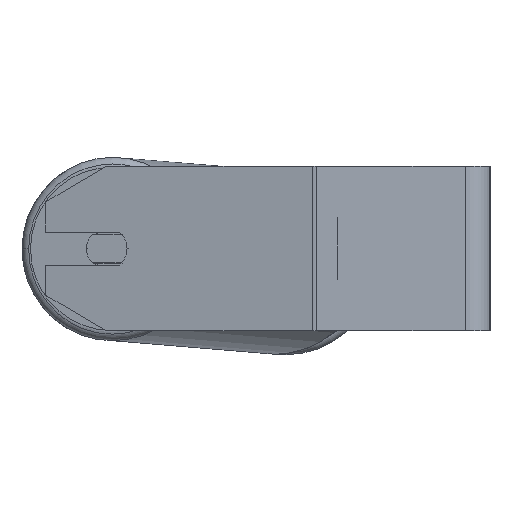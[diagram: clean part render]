
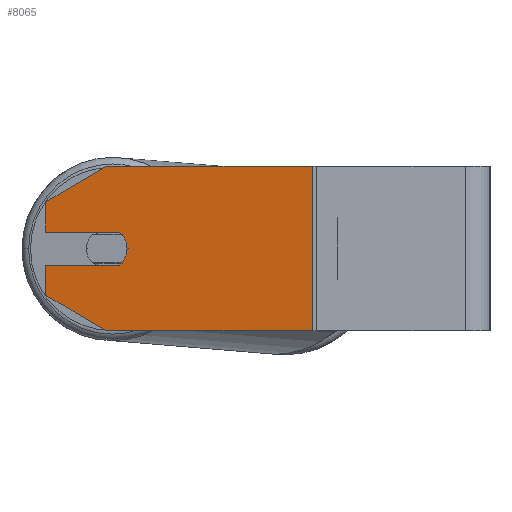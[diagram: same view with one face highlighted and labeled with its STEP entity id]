
A CAD part, left-side view. The second image highlights one B-rep face of the part: STEP entity #8065.
In plain terms, the highlighted planar face has unit normal (-0.985, 0.174, 0).
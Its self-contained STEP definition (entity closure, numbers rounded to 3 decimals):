
#13 = VECTOR ( 'NONE', #6662, 1000. ) ;
#19 = FACE_OUTER_BOUND ( 'NONE', #4279, .T. ) ;
#42 = ORIENTED_EDGE ( 'NONE', *, *, #7234, .T. ) ;
#84 = CARTESIAN_POINT ( 'NONE',  ( -754.818, 86.275, 40. ) ) ;
#93 = EDGE_CURVE ( 'NONE', #1869, #2505, #7044, .T. ) ;
#98 = DIRECTION ( 'NONE',  ( 0.985, -0.174, 0. ) ) ;
#293 = LINE ( 'NONE', #3080, #3756 ) ;
#465 = CARTESIAN_POINT ( 'NONE',  ( -737.235, 185.99, 0. ) ) ;
#502 = VECTOR ( 'NONE', #3169, 1000. ) ;
#547 = CARTESIAN_POINT ( 'NONE',  ( -732.026, 215.535, 40. ) ) ;
#553 = LINE ( 'NONE', #8567, #502 ) ;
#706 = EDGE_CURVE ( 'NONE', #5162, #4610, #1582, .T. ) ;
#789 = ORIENTED_EDGE ( 'NONE', *, *, #3367, .F. ) ;
#917 = ORIENTED_EDGE ( 'NONE', *, *, #4280, .T. ) ;
#1223 = LINE ( 'NONE', #8665, #3982 ) ;
#1248 = EDGE_CURVE ( 'NONE', #1558, #1869, #8754, .T. ) ;
#1282 = ORIENTED_EDGE ( 'NONE', *, *, #4336, .T. ) ;
#1558 = VERTEX_POINT ( 'NONE', #3886 ) ;
#1582 = LINE ( 'NONE', #5696, #3631 ) ;
#1654 = VERTEX_POINT ( 'NONE', #6742 ) ;
#1869 = VERTEX_POINT ( 'NONE', #2628 ) ;
#1919 = EDGE_CURVE ( 'NONE', #3765, #1654, #3968, .T. ) ;
#2081 = ORIENTED_EDGE ( 'NONE', *, *, #3461, .F. ) ;
#2123 = DIRECTION ( 'NONE',  ( -0.174, -0.985, 0. ) ) ;
#2208 = VECTOR ( 'NONE', #6489, 1000. ) ;
#2364 = AXIS2_PLACEMENT_3D ( 'NONE', #8253, #3943, #7174 ) ;
#2496 = DIRECTION ( 'NONE',  ( -0.174, -0.985, 0. ) ) ;
#2505 = VERTEX_POINT ( 'NONE', #7548 ) ;
#2595 = DIRECTION ( 'NONE',  ( -0.174, -0.985, 0. ) ) ;
#2628 = CARTESIAN_POINT ( 'NONE',  ( -738.972, 176.142, 0. ) ) ;
#2914 = AXIS2_PLACEMENT_3D ( 'NONE', #4763, #98, #8039 ) ;
#3080 = CARTESIAN_POINT ( 'NONE',  ( -738.277, 180.081, -8. ) ) ;
#3165 = DIRECTION ( 'NONE',  ( -0.985, 0.174, 0. ) ) ;
#3169 = DIRECTION ( 'NONE',  ( -0.15, -0.853, -0.5 ) ) ;
#3276 = VECTOR ( 'NONE', #6103, 1000. ) ;
#3367 = EDGE_CURVE ( 'NONE', #4222, #5162, #8079, .T. ) ;
#3370 = CARTESIAN_POINT ( 'NONE',  ( -732.026, 215.535, 22.679 ) ) ;
#3412 = CARTESIAN_POINT ( 'NONE',  ( -732.026, 215.535, -8. ) ) ;
#3461 = EDGE_CURVE ( 'NONE', #2505, #1654, #4339, .T. ) ;
#3631 = VECTOR ( 'NONE', #7644, 1000. ) ;
#3663 = CARTESIAN_POINT ( 'NONE',  ( -738.277, 180.081, 8. ) ) ;
#3728 = VERTEX_POINT ( 'NONE', #3412 ) ;
#3756 = VECTOR ( 'NONE', #2123, 1000. ) ;
#3765 = VERTEX_POINT ( 'NONE', #3370 ) ;
#3886 = CARTESIAN_POINT ( 'NONE',  ( -738.277, 180.081, -8. ) ) ;
#3943 = DIRECTION ( 'NONE',  ( -0.985, 0.174, 0. ) ) ;
#3968 = LINE ( 'NONE', #547, #8058 ) ;
#3982 = VECTOR ( 'NONE', #2595, 1000. ) ;
#4051 = DIRECTION ( 'NONE',  ( 0., 0., -1. ) ) ;
#4222 = VERTEX_POINT ( 'NONE', #4724 ) ;
#4279 = EDGE_LOOP ( 'NONE', ( #8343, #7246, #6943, #42, #917, #5146, #789, #1282, #8452, #2081, #7863 ) ) ;
#4280 = EDGE_CURVE ( 'NONE', #6994, #4610, #1223, .T. ) ;
#4291 = DIRECTION ( 'NONE',  ( 0.174, 0.985, 0. ) ) ;
#4336 = EDGE_CURVE ( 'NONE', #4222, #3765, #5600, .T. ) ;
#4339 = LINE ( 'NONE', #3663, #7095 ) ;
#4610 = VERTEX_POINT ( 'NONE', #4627 ) ;
#4627 = CARTESIAN_POINT ( 'NONE',  ( -754.818, 86.275, -40. ) ) ;
#4705 = CARTESIAN_POINT ( 'NONE',  ( -737.235, 185.99, -40. ) ) ;
#4724 = CARTESIAN_POINT ( 'NONE',  ( -737.235, 185.99, 40. ) ) ;
#4763 = CARTESIAN_POINT ( 'NONE',  ( -732.026, 215.535, 40. ) ) ;
#5063 = CARTESIAN_POINT ( 'NONE',  ( -732.026, 215.535, -22.679 ) ) ;
#5146 = ORIENTED_EDGE ( 'NONE', *, *, #706, .F. ) ;
#5162 = VERTEX_POINT ( 'NONE', #84 ) ;
#5511 = CARTESIAN_POINT ( 'NONE',  ( -732.026, 215.535, 22.679 ) ) ;
#5600 = LINE ( 'NONE', #5511, #3276 ) ;
#5696 = CARTESIAN_POINT ( 'NONE',  ( -754.818, 86.275, 40. ) ) ;
#5916 = CARTESIAN_POINT ( 'NONE',  ( -732.026, 215.535, 40. ) ) ;
#6103 = DIRECTION ( 'NONE',  ( 0.15, 0.853, -0.5 ) ) ;
#6489 = DIRECTION ( 'NONE',  ( 0., 0., -1. ) ) ;
#6623 = LINE ( 'NONE', #5916, #2208 ) ;
#6662 = DIRECTION ( 'NONE',  ( -0.174, -0.985, 0. ) ) ;
#6670 = PLANE ( 'NONE',  #2914 ) ;
#6742 = CARTESIAN_POINT ( 'NONE',  ( -732.026, 215.535, 8. ) ) ;
#6862 = VERTEX_POINT ( 'NONE', #5063 ) ;
#6943 = ORIENTED_EDGE ( 'NONE', *, *, #7972, .T. ) ;
#6994 = VERTEX_POINT ( 'NONE', #4705 ) ;
#7044 = CIRCLE ( 'NONE', #2364, 10. ) ;
#7066 = EDGE_CURVE ( 'NONE', #3728, #1558, #293, .T. ) ;
#7095 = VECTOR ( 'NONE', #4291, 1000. ) ;
#7174 = DIRECTION ( 'NONE',  ( -0.174, -0.985, 0. ) ) ;
#7210 = AXIS2_PLACEMENT_3D ( 'NONE', #465, #3165, #2496 ) ;
#7234 = EDGE_CURVE ( 'NONE', #6862, #6994, #553, .T. ) ;
#7246 = ORIENTED_EDGE ( 'NONE', *, *, #7066, .F. ) ;
#7548 = CARTESIAN_POINT ( 'NONE',  ( -738.277, 180.081, 8. ) ) ;
#7644 = DIRECTION ( 'NONE',  ( 0., 0., -1. ) ) ;
#7863 = ORIENTED_EDGE ( 'NONE', *, *, #93, .F. ) ;
#7972 = EDGE_CURVE ( 'NONE', #3728, #6862, #6623, .T. ) ;
#8039 = DIRECTION ( 'NONE',  ( 0.174, 0.985, 0. ) ) ;
#8058 = VECTOR ( 'NONE', #4051, 1000. ) ;
#8065 = ADVANCED_FACE ( 'NONE', ( #19 ), #6670, .F. ) ;
#8079 = LINE ( 'NONE', #8694, #13 ) ;
#8253 = CARTESIAN_POINT ( 'NONE',  ( -737.235, 185.99, 0. ) ) ;
#8343 = ORIENTED_EDGE ( 'NONE', *, *, #1248, .F. ) ;
#8452 = ORIENTED_EDGE ( 'NONE', *, *, #1919, .T. ) ;
#8567 = CARTESIAN_POINT ( 'NONE',  ( -737.235, 185.99, -40. ) ) ;
#8665 = CARTESIAN_POINT ( 'NONE',  ( -732.026, 215.535, -40. ) ) ;
#8694 = CARTESIAN_POINT ( 'NONE',  ( -732.026, 215.535, 40. ) ) ;
#8754 = CIRCLE ( 'NONE', #7210, 10. ) ;
